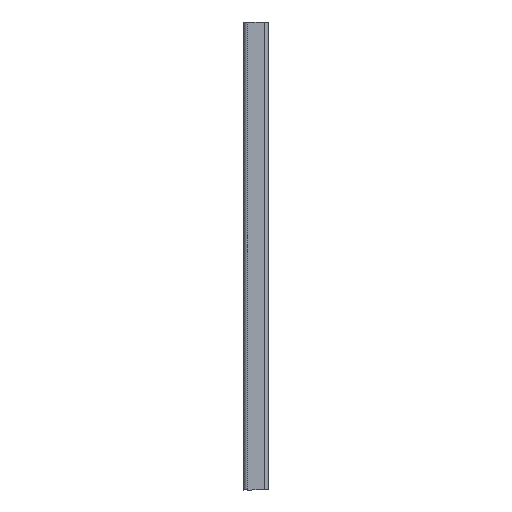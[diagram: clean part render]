
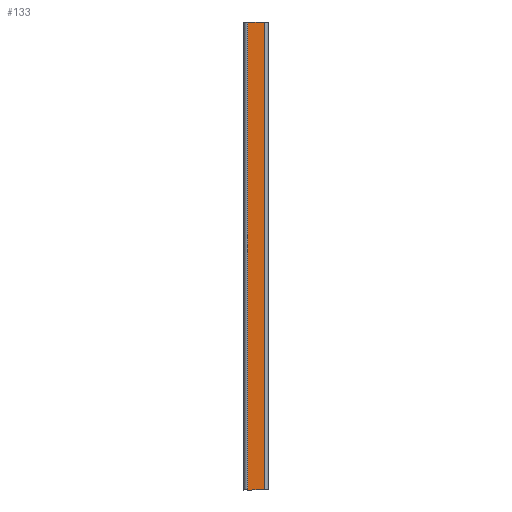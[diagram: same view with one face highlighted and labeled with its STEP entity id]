
A CAD part, left-side view. The second image highlights one B-rep face of the part: STEP entity #133.
In plain terms, the highlighted planar face has unit normal (-1, 0, 0).
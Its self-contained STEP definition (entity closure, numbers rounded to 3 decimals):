
#133 = ADVANCED_FACE ( 'NONE', ( #225 ), #506, .F. ) ;
#225 = FACE_OUTER_BOUND ( 'NONE', #1448, .T. ) ;
#238 = VERTEX_POINT ( 'NONE', #446 ) ;
#299 = VERTEX_POINT ( 'NONE', #438 ) ;
#378 = VERTEX_POINT ( 'NONE', #2162 ) ;
#438 = CARTESIAN_POINT ( 'NONE',  ( -20.5, 3.5, -200. ) ) ;
#446 = CARTESIAN_POINT ( 'NONE',  ( -20.5, 17.5, -200. ) ) ;
#491 = CARTESIAN_POINT ( 'NONE',  ( -20.5, 17.5, 1500. ) ) ;
#506 = PLANE ( 'NONE',  #1774 ) ;
#606 = DIRECTION ( 'NONE',  ( 1., 0., 0. ) ) ;
#616 = DIRECTION ( 'NONE',  ( 0., 1., 0. ) ) ;
#680 = VECTOR ( 'NONE', #1391, 1000. ) ;
#711 = LINE ( 'NONE', #1388, #680 ) ;
#964 = LINE ( 'NONE', #1157, #998 ) ;
#998 = VECTOR ( 'NONE', #1145, 1000. ) ;
#1004 = VECTOR ( 'NONE', #1110, 1000. ) ;
#1033 = VECTOR ( 'NONE', #1111, 1000. ) ;
#1037 = LINE ( 'NONE', #1089, #1033 ) ;
#1075 = LINE ( 'NONE', #1117, #1004 ) ;
#1089 = CARTESIAN_POINT ( 'NONE',  ( -20.5, 21., 200. ) ) ;
#1110 = DIRECTION ( 'NONE',  ( 0., 0., -1. ) ) ;
#1111 = DIRECTION ( 'NONE',  ( 0., 1., 0. ) ) ;
#1117 = CARTESIAN_POINT ( 'NONE',  ( -20.5, 17.5, 1500. ) ) ;
#1145 = DIRECTION ( 'NONE',  ( 0., -1., 0. ) ) ;
#1157 = CARTESIAN_POINT ( 'NONE',  ( -20.5, 21., -200. ) ) ;
#1388 = CARTESIAN_POINT ( 'NONE',  ( -20.5, 3.5, 1500. ) ) ;
#1391 = DIRECTION ( 'NONE',  ( 0., 0., -1. ) ) ;
#1448 = EDGE_LOOP ( 'NONE', ( #1667, #1476, #1548, #1662 ) ) ;
#1476 = ORIENTED_EDGE ( 'NONE', *, *, #1877, .T. ) ;
#1548 = ORIENTED_EDGE ( 'NONE', *, *, #1904, .T. ) ;
#1628 = VERTEX_POINT ( 'NONE', #2017 ) ;
#1662 = ORIENTED_EDGE ( 'NONE', *, *, #2018, .F. ) ;
#1667 = ORIENTED_EDGE ( 'NONE', *, *, #1891, .T. ) ;
#1774 = AXIS2_PLACEMENT_3D ( 'NONE', #491, #606, #616 ) ;
#1877 = EDGE_CURVE ( 'NONE', #1628, #238, #1075, .T. ) ;
#1891 = EDGE_CURVE ( 'NONE', #378, #1628, #1037, .T. ) ;
#1904 = EDGE_CURVE ( 'NONE', #238, #299, #964, .T. ) ;
#2017 = CARTESIAN_POINT ( 'NONE',  ( -20.5, 17.5, 200. ) ) ;
#2018 = EDGE_CURVE ( 'NONE', #378, #299, #711, .T. ) ;
#2162 = CARTESIAN_POINT ( 'NONE',  ( -20.5, 3.5, 200. ) ) ;
